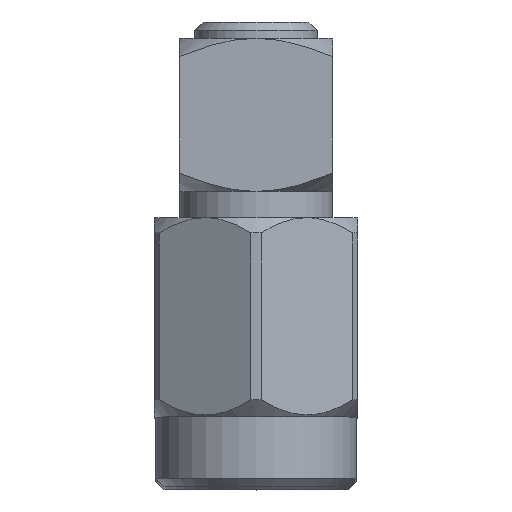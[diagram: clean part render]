
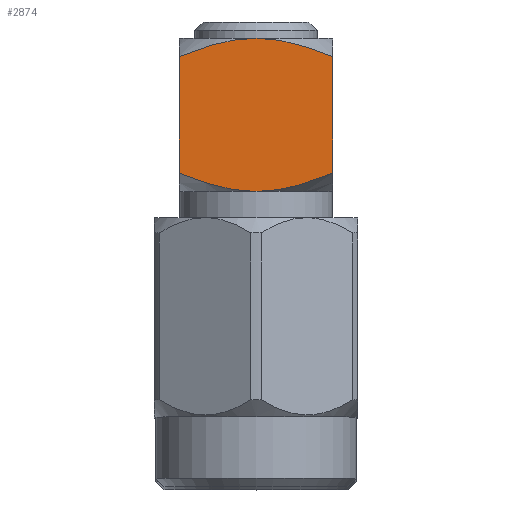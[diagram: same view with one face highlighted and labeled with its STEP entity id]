
A CAD part, top view. The second image highlights one B-rep face of the part: STEP entity #2874.
In plain terms, the highlighted face is planar.
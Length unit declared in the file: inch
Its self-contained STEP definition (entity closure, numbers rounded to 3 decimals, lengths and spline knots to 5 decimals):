
#2 = ORIENTED_EDGE ( 'NONE', *, *, #852, .F. ) ;
#36 = VERTEX_POINT ( 'NONE', #2354 ) ;
#117 = VECTOR ( 'NONE', #645, 39.37008 ) ;
#184 = CARTESIAN_POINT ( 'NONE',  ( 0.55, 0.094, -0.01617 ) ) ;
#265 = CARTESIAN_POINT ( 'NONE',  ( 0.55, 0.094, 0.00809 ) ) ;
#306 = CARTESIAN_POINT ( 'NONE',  ( 0.362, 0.094, 0. ) ) ;
#344 = CARTESIAN_POINT ( 'NONE',  ( 0.37835, 0.094, 0.07898 ) ) ;
#468 = B_SPLINE_CURVE_WITH_KNOTS ( 'NONE', 3,
 ( #2362, #344, #663, #1782, #1844, #306 ),
 .UNSPECIFIED., .F., .F.,
 ( 4, 2, 4 ),
 ( 0.00553, 0.00676, 0.008 ),
 .UNSPECIFIED. ) ;
#472 = CARTESIAN_POINT ( 'NONE',  ( 0.52752, 0.094, 0.094 ) ) ;
#482 = CARTESIAN_POINT ( 'NONE',  ( 0.52752, 0.094, 0.094 ) ) ;
#483 = VERTEX_POINT ( 'NONE', #1694 ) ;
#485 = ORIENTED_EDGE ( 'NONE', *, *, #2839, .T. ) ;
#645 = DIRECTION ( 'NONE',  ( -1., 0., 0. ) ) ;
#663 = CARTESIAN_POINT ( 'NONE',  ( 0.37279, 0.094, 0.06374 ) ) ;
#704 = CARTESIAN_POINT ( 'NONE',  ( 0.362, 0.094, 0. ) ) ;
#717 = DIRECTION ( 'NONE',  ( 0., -1., 0. ) ) ;
#761 = CARTESIAN_POINT ( 'NONE',  ( 0.362, 0.094, 0. ) ) ;
#852 = EDGE_CURVE ( 'NONE', #3801, #2988, #3034, .T. ) ;
#930 = EDGE_CURVE ( 'NONE', #483, #36, #2294, .T. ) ;
#1077 = DIRECTION ( 'NONE',  ( 1., 0., 0. ) ) ;
#1080 = CARTESIAN_POINT ( 'NONE',  ( 0.53921, 0.094, -0.06374 ) ) ;
#1101 = CARTESIAN_POINT ( 'NONE',  ( 0.55, 0.094, 0. ) ) ;
#1111 = LINE ( 'NONE', #2516, #1947 ) ;
#1118 = EDGE_LOOP ( 'NONE', ( #3866, #485, #2, #1919, #2402, #3681 ) ) ;
#1173 = CARTESIAN_POINT ( 'NONE',  ( 0.53366, 0.094, 0.07896 ) ) ;
#1323 = PLANE ( 'NONE',  #1435 ) ;
#1435 = AXIS2_PLACEMENT_3D ( 'NONE', #3757, #717, #1077 ) ;
#1460 = CARTESIAN_POINT ( 'NONE',  ( 0.54937, 0.094, 0.0163 ) ) ;
#1601 = CARTESIAN_POINT ( 'NONE',  ( 0.362, 0.094, -0.00809 ) ) ;
#1682 = EDGE_CURVE ( 'NONE', #36, #2711, #3745, .T. ) ;
#1694 = CARTESIAN_POINT ( 'NONE',  ( 0.52752, 0.094, -0.094 ) ) ;
#1707 = CARTESIAN_POINT ( 'NONE',  ( 0.53365, 0.094, -0.07898 ) ) ;
#1717 = EDGE_CURVE ( 'NONE', #2730, #3801, #468, .T. ) ;
#1782 = CARTESIAN_POINT ( 'NONE',  ( 0.36451, 0.094, 0.03216 ) ) ;
#1820 = EDGE_CURVE ( 'NONE', #2711, #2730, #2095, .T. ) ;
#1844 = CARTESIAN_POINT ( 'NONE',  ( 0.362, 0.094, 0.01617 ) ) ;
#1919 = ORIENTED_EDGE ( 'NONE', *, *, #1717, .F. ) ;
#1940 = CARTESIAN_POINT ( 'NONE',  ( 0.55, 0.094, 0. ) ) ;
#1947 = VECTOR ( 'NONE', #3446, 39.37008 ) ;
#2085 = CARTESIAN_POINT ( 'NONE',  ( 0.38448, 0.094, -0.094 ) ) ;
#2091 = CARTESIAN_POINT ( 'NONE',  ( 0.38448, 0.094, -0.094 ) ) ;
#2095 = LINE ( 'NONE', #2985, #117 ) ;
#2168 = CARTESIAN_POINT ( 'NONE',  ( 0.52752, 0.094, -0.094 ) ) ;
#2294 = B_SPLINE_CURVE_WITH_KNOTS ( 'NONE', 3,
 ( #2168, #1707, #1080, #2868, #184, #1940 ),
 .UNSPECIFIED., .F., .F.,
 ( 4, 2, 4 ),
 ( 0.00553, 0.00676, 0.008 ),
 .UNSPECIFIED. ) ;
#2352 = CARTESIAN_POINT ( 'NONE',  ( 0.36496, 0.094, -0.03242 ) ) ;
#2354 = CARTESIAN_POINT ( 'NONE',  ( 0.55, 0.094, 0. ) ) ;
#2362 = CARTESIAN_POINT ( 'NONE',  ( 0.38448, 0.094, 0.094 ) ) ;
#2402 = ORIENTED_EDGE ( 'NONE', *, *, #1820, .F. ) ;
#2516 = CARTESIAN_POINT ( 'NONE',  ( 0.362, 0.094, -0.094 ) ) ;
#2654 = CARTESIAN_POINT ( 'NONE',  ( 0.54704, 0.094, 0.03242 ) ) ;
#2662 = CARTESIAN_POINT ( 'NONE',  ( 0.37281, 0.094, -0.06375 ) ) ;
#2711 = VERTEX_POINT ( 'NONE', #472 ) ;
#2730 = VERTEX_POINT ( 'NONE', #3483 ) ;
#2766 = CARTESIAN_POINT ( 'NONE',  ( 0.36665, 0.094, -0.04033 ) ) ;
#2839 = EDGE_CURVE ( 'NONE', #483, #2988, #1111, .T. ) ;
#2868 = CARTESIAN_POINT ( 'NONE',  ( 0.54749, 0.094, -0.03216 ) ) ;
#2874 = ADVANCED_FACE ( 'NONE', ( #3423 ), #1323, .F. ) ;
#2985 = CARTESIAN_POINT ( 'NONE',  ( 0.362, 0.094, 0.094 ) ) ;
#2988 = VERTEX_POINT ( 'NONE', #2091 ) ;
#3034 = B_SPLINE_CURVE_WITH_KNOTS ( 'NONE', 3,
 ( #704, #1601, #3649, #2352, #2766, #2662, #3071, #2085 ),
 .UNSPECIFIED., .F., .F.,
 ( 4, 2, 2, 4 ),
 ( 0.008, 0.00862, 0.00924, 0.01048 ),
 .UNSPECIFIED. ) ;
#3071 = CARTESIAN_POINT ( 'NONE',  ( 0.37834, 0.094, -0.07896 ) ) ;
#3172 = CARTESIAN_POINT ( 'NONE',  ( 0.54535, 0.094, 0.04033 ) ) ;
#3423 = FACE_OUTER_BOUND ( 'NONE', #1118, .T. ) ;
#3446 = DIRECTION ( 'NONE',  ( -1., 0., 0. ) ) ;
#3483 = CARTESIAN_POINT ( 'NONE',  ( 0.38448, 0.094, 0.094 ) ) ;
#3649 = CARTESIAN_POINT ( 'NONE',  ( 0.36263, 0.094, -0.0163 ) ) ;
#3681 = ORIENTED_EDGE ( 'NONE', *, *, #1682, .F. ) ;
#3745 = B_SPLINE_CURVE_WITH_KNOTS ( 'NONE', 3,
 ( #1101, #265, #1460, #2654, #3172, #3860, #1173, #482 ),
 .UNSPECIFIED., .F., .F.,
 ( 4, 2, 2, 4 ),
 ( 0.008, 0.00862, 0.00924, 0.01048 ),
 .UNSPECIFIED. ) ;
#3757 = CARTESIAN_POINT ( 'NONE',  ( 0.362, 0.094, 0.094 ) ) ;
#3801 = VERTEX_POINT ( 'NONE', #761 ) ;
#3860 = CARTESIAN_POINT ( 'NONE',  ( 0.53919, 0.094, 0.06375 ) ) ;
#3866 = ORIENTED_EDGE ( 'NONE', *, *, #930, .F. ) ;
